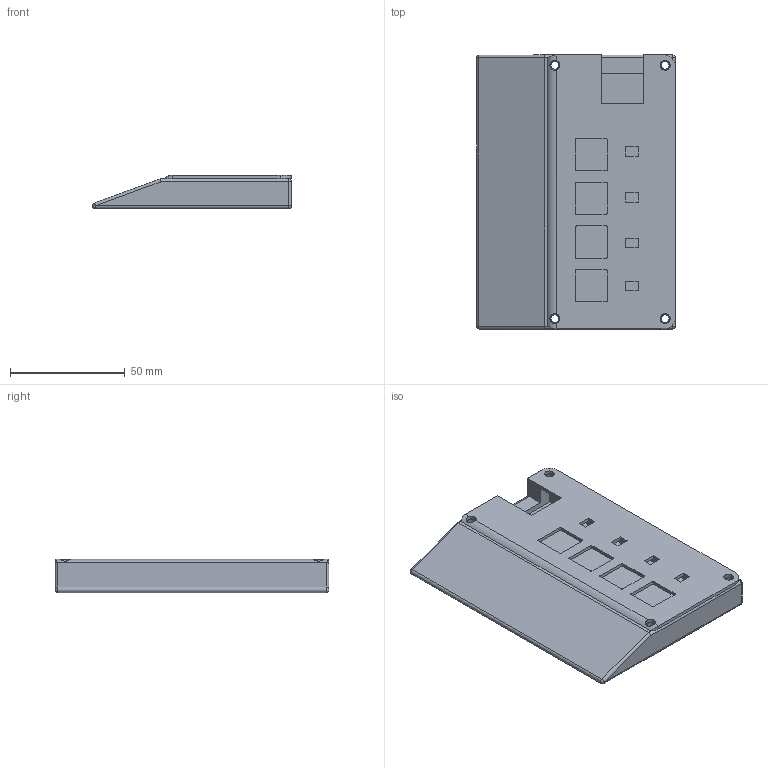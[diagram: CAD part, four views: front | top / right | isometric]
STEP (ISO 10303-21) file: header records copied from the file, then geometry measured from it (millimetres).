
FILE_DESCRIPTION(/* description */ ('STEP AP242','CAx-IF Rec.Pracs.---Representation and Presentation of Product Manufacturing Information (PMI)---4.0---2014-10-13','CAx-IF Rec.Pracs.---3D Tessellated Geometry---0.4---2014-09-14','2;1'),/* implementation_level */ '2;1');
FILE_NAME(/* name */ '688d612cf2a5856ad47cf57e',/* time_stamp */ '2025-08-02T00:51:56Z',/* author */ (''),/* organization */ (''),/* preprocessor_version */ 'ST-DEVELOPER v20',/* originating_system */ 'ONSHAPE BY PTC INC, 1.201',/* authorisation */ ' ');
FILE_SCHEMA (('AP242_MANAGED_MODEL_BASED_3D_ENGINEERING_MIM_LF { 1 0 10303 442 1 1 4 }'));
Length unit declared in the file: metre
Products named in the file (3): Assembly 1; Part 1
Assembly tree (2 placements, depth 2):
  Assembly 1
    Part 1
    Part 1
Bounding box: 86.61 x 119.25 x 14.5 mm (x, y, z)
Volume: 78450.1 mm3; surface area: 39059.6 mm2
Topology: 2 solids, 2 shells, 111 faces, 299 edges, 188 vertices
Faces by surface type: plane 59, cylinder 46, sphere 6
Full cylindrical faces by diameter (mm): 3.4 x4, 4.3 x4, 6 x4
Entity records: 3484 total; most frequent: CARTESIAN_POINT 595, DIRECTION 593, ORIENTED_EDGE 558, EDGE_CURVE 279, AXIS2_PLACEMENT_3D 202, LINE 189, VECTOR 189, VERTEX_POINT 186
